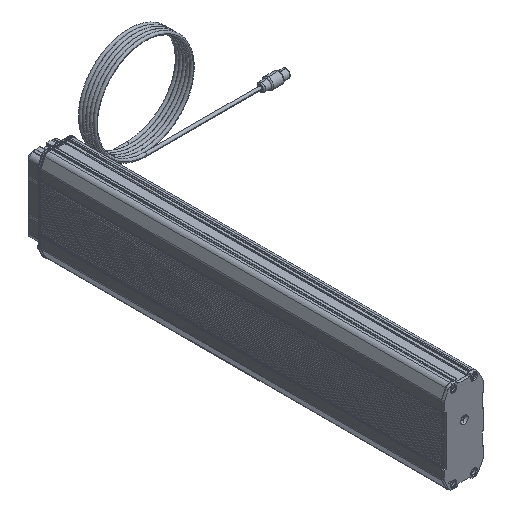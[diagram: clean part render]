
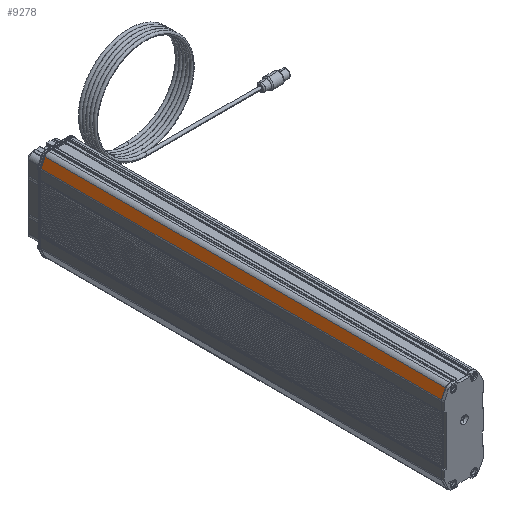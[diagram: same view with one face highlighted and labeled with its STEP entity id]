
A CAD part, isometric view. The second image highlights one B-rep face of the part: STEP entity #9278.
In plain terms, the highlighted planar face has unit normal (-0.906, 0, 0.423).
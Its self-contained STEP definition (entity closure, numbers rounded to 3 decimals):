
#805 = CARTESIAN_POINT ( 'NONE',  ( -23.664, 612., 65.95 ) ) ;
#806 = DIRECTION ( 'NONE',  ( 0.423, 0., 0.906 ) ) ;
#807 = VECTOR ( 'NONE', #806, 1000. ) ;
#808 = CARTESIAN_POINT ( 'NONE',  ( -29.663, 612., 53.086 ) ) ;
#809 = LINE ( 'NONE', #808, #807 ) ;
#810 = CARTESIAN_POINT ( 'NONE',  ( -29.663, 612., 53.086 ) ) ;
#7964 = VERTEX_POINT ( 'NONE', #18771 ) ;
#7966 = EDGE_CURVE ( 'NONE', #7967, #7964, #18770, .T. ) ;
#7967 = VERTEX_POINT ( 'NONE', #18766 ) ;
#9256 = ORIENTED_EDGE ( 'NONE', *, *, #9276, .T. ) ;
#9257 = ORIENTED_EDGE ( 'NONE', *, *, #7966, .T. ) ;
#9258 = ORIENTED_EDGE ( 'NONE', *, *, #9259, .F. ) ;
#9259 = EDGE_CURVE ( 'NONE', #15021, #7964, #20897, .T. ) ;
#9260 = ORIENTED_EDGE ( 'NONE', *, *, #15020, .F. ) ;
#9276 = EDGE_CURVE ( 'NONE', #15018, #7967, #20937, .T. ) ;
#9278 = ADVANCED_FACE ( 'NONE', ( #20928 ), #20927, .F. ) ;
#9279 = EDGE_LOOP ( 'NONE', ( #9256, #9257, #9258, #9260 ) ) ;
#15018 = VERTEX_POINT ( 'NONE', #810 ) ;
#15020 = EDGE_CURVE ( 'NONE', #15018, #15021, #809, .T. ) ;
#15021 = VERTEX_POINT ( 'NONE', #805 ) ;
#18766 = CARTESIAN_POINT ( 'NONE',  ( -29.663, 0., 53.086 ) ) ;
#18767 = DIRECTION ( 'NONE',  ( 0.423, 0., 0.906 ) ) ;
#18768 = VECTOR ( 'NONE', #18767, 1000. ) ;
#18769 = CARTESIAN_POINT ( 'NONE',  ( -29.663, 0., 53.086 ) ) ;
#18770 = LINE ( 'NONE', #18769, #18768 ) ;
#18771 = CARTESIAN_POINT ( 'NONE',  ( -23.664, 0., 65.95 ) ) ;
#20890 = DIRECTION ( 'NONE',  ( 0., -1., 0. ) ) ;
#20891 = VECTOR ( 'NONE', #20890, 1000. ) ;
#20892 = CARTESIAN_POINT ( 'NONE',  ( -23.664, 612., 65.95 ) ) ;
#20897 = LINE ( 'NONE', #20892, #20891 ) ;
#20923 = DIRECTION ( 'NONE',  ( -0.423, 0., -0.906 ) ) ;
#20924 = DIRECTION ( 'NONE',  ( 0.906, 0., -0.423 ) ) ;
#20925 = CARTESIAN_POINT ( 'NONE',  ( -29.663, 612., 53.086 ) ) ;
#20926 = AXIS2_PLACEMENT_3D ( 'NONE', #20925, #20924, #20923 ) ;
#20927 = PLANE ( 'NONE',  #20926 ) ;
#20928 = FACE_OUTER_BOUND ( 'NONE', #9279, .T. ) ;
#20929 = DIRECTION ( 'NONE',  ( 0., -1., 0. ) ) ;
#20930 = VECTOR ( 'NONE', #20929, 1000. ) ;
#20931 = CARTESIAN_POINT ( 'NONE',  ( -29.663, 612., 53.086 ) ) ;
#20937 = LINE ( 'NONE', #20931, #20930 ) ;
